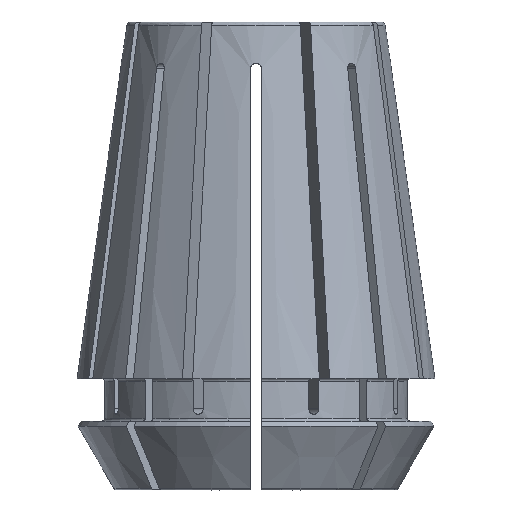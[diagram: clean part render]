
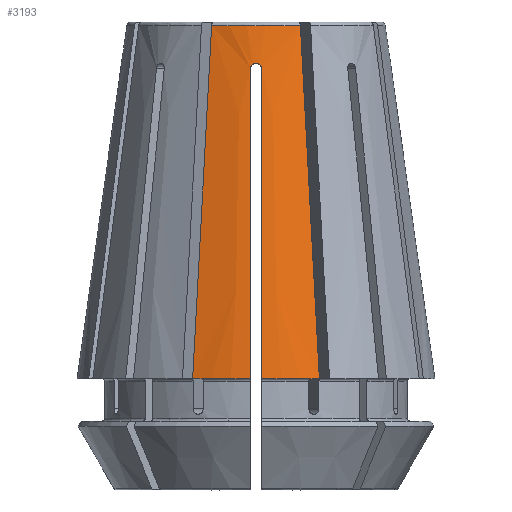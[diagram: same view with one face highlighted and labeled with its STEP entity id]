
A CAD part, front view. The second image highlights one B-rep face of the part: STEP entity #3193.
In plain terms, the highlighted conical face has half-angle 8 degrees and reference radius 13 mm.
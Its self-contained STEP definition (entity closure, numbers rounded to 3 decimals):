
#525=CIRCLE('',#3384,9.396);
#526=CIRCLE('',#3385,13.);
#527=CIRCLE('',#3386,13.);
#669=ORIENTED_EDGE('',*,*,#1725,.F.);
#670=ORIENTED_EDGE('',*,*,#1726,.F.);
#671=ORIENTED_EDGE('',*,*,#1727,.T.);
#672=ORIENTED_EDGE('',*,*,#1728,.T.);
#673=ORIENTED_EDGE('',*,*,#1729,.T.);
#674=ORIENTED_EDGE('',*,*,#1730,.T.);
#675=ORIENTED_EDGE('',*,*,#1731,.F.);
#676=ORIENTED_EDGE('',*,*,#1732,.T.);
#1725=EDGE_CURVE('',#2253,#2254,#2605,.T.);
#1726=EDGE_CURVE('',#2255,#2253,#525,.T.);
#1727=EDGE_CURVE('',#2255,#2256,#2606,.T.);
#1728=EDGE_CURVE('',#2256,#2257,#526,.T.);
#1729=EDGE_CURVE('',#2257,#2258,#2607,.F.);
#1730=EDGE_CURVE('',#2258,#2259,#2608,.T.);
#1731=EDGE_CURVE('',#2260,#2259,#2609,.F.);
#1732=EDGE_CURVE('',#2260,#2254,#527,.T.);
#2253=VERTEX_POINT('',#4530);
#2254=VERTEX_POINT('',#4531);
#2255=VERTEX_POINT('',#4533);
#2256=VERTEX_POINT('',#4538);
#2257=VERTEX_POINT('',#4540);
#2258=VERTEX_POINT('',#4545);
#2259=VERTEX_POINT('',#4551);
#2260=VERTEX_POINT('',#4556);
#2605=B_SPLINE_CURVE_WITH_KNOTS('',3,(#4526,#4527,#4528,#4529),
 .UNSPECIFIED.,.F.,.F.,(4,4),(0.,0.026),
 .UNSPECIFIED.);
#2606=B_SPLINE_CURVE_WITH_KNOTS('',3,(#4534,#4535,#4536,#4537),
 .UNSPECIFIED.,.F.,.F.,(4,4),(0.,0.026),
 .UNSPECIFIED.);
#2607=B_SPLINE_CURVE_WITH_KNOTS('',3,(#4541,#4542,#4543,#4544),
 .UNSPECIFIED.,.F.,.F.,(4,4),(0.015,0.038),
 .UNSPECIFIED.);
#2608=B_SPLINE_CURVE_WITH_KNOTS('',3,(#4546,#4547,#4548,#4549,#4550),
 .UNSPECIFIED.,.F.,.F.,(4,1,4),(0.,0.001,0.001),
 .UNSPECIFIED.);
#2609=B_SPLINE_CURVE_WITH_KNOTS('',3,(#4552,#4553,#4554,#4555),
 .UNSPECIFIED.,.F.,.F.,(4,4),(0.015,0.038),
 .UNSPECIFIED.);
#2813=EDGE_LOOP('',(#669,#670,#671,#672,#673,#674,#675,#676));
#2991=FACE_BOUND('',#2813,.T.);
#3169=CONICAL_SURFACE('',#3383,13.,0.14);
#3193=ADVANCED_FACE('',(#2991),#3169,.T.);
#3383=AXIS2_PLACEMENT_3D('',#4525,#3706,#3707);
#3384=AXIS2_PLACEMENT_3D('',#4532,#3708,#3709);
#3385=AXIS2_PLACEMENT_3D('',#4539,#3710,#3711);
#3386=AXIS2_PLACEMENT_3D('',#4557,#3712,#3713);
#3706=DIRECTION('',(0.,0.,-1.));
#3707=DIRECTION('',(-1.,0.,0.));
#3708=DIRECTION('',(0.,0.,1.));
#3709=DIRECTION('',(1.,0.,0.));
#3710=DIRECTION('',(0.,0.,1.));
#3711=DIRECTION('',(1.,0.,0.));
#3712=DIRECTION('',(0.,0.,1.));
#3713=DIRECTION('',(1.,0.,0.));
#4525=CARTESIAN_POINT('',(0.,0.,8.3));
#4526=CARTESIAN_POINT('',(3.223,-8.826,33.942));
#4527=CARTESIAN_POINT('',(3.683,-9.937,25.395));
#4528=CARTESIAN_POINT('',(4.143,-11.047,16.847));
#4529=CARTESIAN_POINT('',(4.603,-12.158,8.3));
#4530=CARTESIAN_POINT('',(3.223,-8.826,33.942));
#4531=CARTESIAN_POINT('',(4.603,-12.158,8.3));
#4532=CARTESIAN_POINT('',(0.,0.,33.942));
#4533=CARTESIAN_POINT('',(-3.223,-8.826,33.942));
#4534=CARTESIAN_POINT('',(-3.223,-8.826,33.942));
#4535=CARTESIAN_POINT('',(-3.683,-9.937,25.395));
#4536=CARTESIAN_POINT('',(-4.143,-11.047,16.847));
#4537=CARTESIAN_POINT('',(-4.603,-12.158,8.3));
#4538=CARTESIAN_POINT('',(-4.603,-12.158,8.3));
#4539=CARTESIAN_POINT('',(0.,0.,8.3));
#4540=CARTESIAN_POINT('',(-0.4,-12.994,8.3));
#4541=CARTESIAN_POINT('',(-0.4,-9.83,30.8));
#4542=CARTESIAN_POINT('',(-0.4,-10.885,23.3));
#4543=CARTESIAN_POINT('',(-0.4,-11.939,15.8));
#4544=CARTESIAN_POINT('',(-0.4,-12.994,8.3));
#4545=CARTESIAN_POINT('',(-0.4,-9.83,30.8));
#4546=CARTESIAN_POINT('',(-0.4,-9.83,30.8));
#4547=CARTESIAN_POINT('',(-0.4,-9.8,31.01));
#4548=CARTESIAN_POINT('',(0.,-9.763,31.39));
#4549=CARTESIAN_POINT('',(0.4,-9.8,31.01));
#4550=CARTESIAN_POINT('',(0.4,-9.83,30.8));
#4551=CARTESIAN_POINT('',(0.4,-9.83,30.8));
#4552=CARTESIAN_POINT('',(0.4,-9.83,30.8));
#4553=CARTESIAN_POINT('',(0.4,-10.885,23.3));
#4554=CARTESIAN_POINT('',(0.4,-11.939,15.8));
#4555=CARTESIAN_POINT('',(0.4,-12.994,8.3));
#4556=CARTESIAN_POINT('',(0.4,-12.994,8.3));
#4557=CARTESIAN_POINT('',(0.,0.,8.3));
